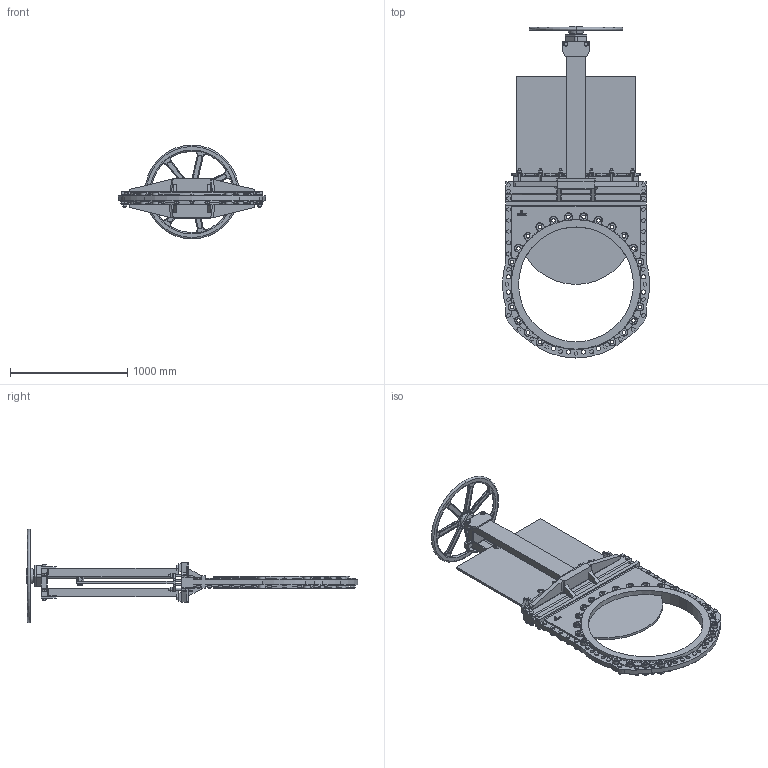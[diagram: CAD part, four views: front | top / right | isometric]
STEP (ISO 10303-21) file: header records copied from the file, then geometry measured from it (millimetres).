
FILE_DESCRIPTION (( 'STEP AP214' ), '1' );
FILE_NAME ('EB DN1000_CAST IRON_HANDWHEEL_NRS.STEP', '2012-04-25T10:19:27', ( 'Usuario' ), ( '' ), 'SwSTEP 2.0', 'SolidWorks 2011', '' );
FILE_SCHEMA (( 'AUTOMOTIVE_DESIGN' ));
Length unit declared in the file: millimetre
Products named in the file (1): EB DN1000_CAST IRON_HANDWHEEL_NRS
Bounding box: 1255 x 2831.7 x 800 mm (x, y, z)
Surface area: 8830590.2 mm2 (no closed solid volume)
Topology: 0 solids, 232 shells, 2626 faces, 8815 edges, 5934 vertices
Faces by surface type: plane 1183, cylinder 751, torus 245, cone 227, bspline 220
Entity records: 149091 total; most frequent: CARTESIAN_POINT 48092, DIRECTION 14680, ORIENTED_EDGE 13776, EDGE_CURVE 8807, VERTEX_POINT 5934, AXIS2_PLACEMENT_3D 5591, VECTOR 3498, LINE 3498
